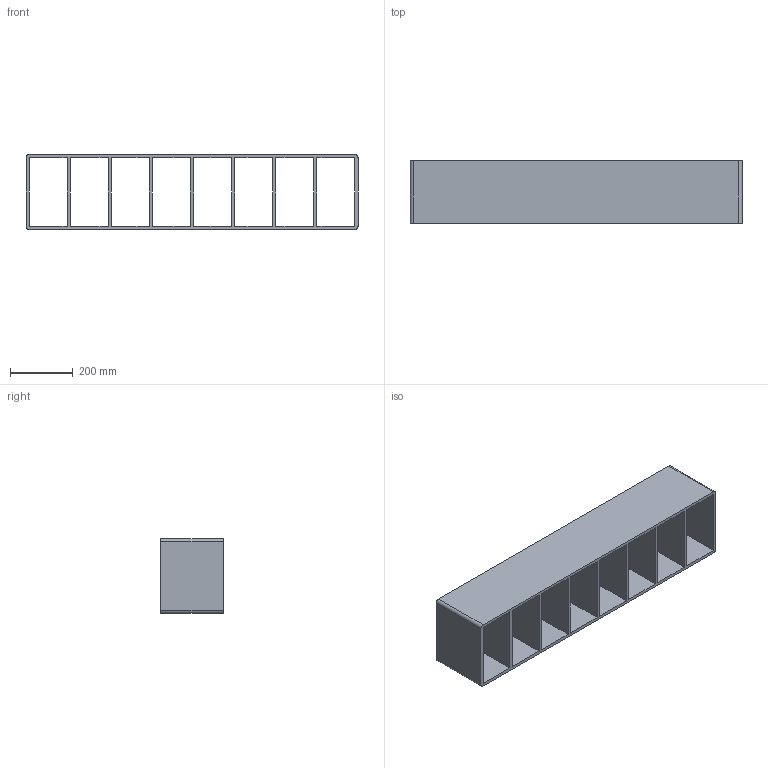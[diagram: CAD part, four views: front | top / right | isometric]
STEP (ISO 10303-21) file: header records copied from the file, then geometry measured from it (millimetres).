
FILE_DESCRIPTION((''),'2;1');
FILE_NAME('SBTB6X8.stp','2013-02-26T13:27:16',(''),(''),'Autodesk Inventor 2013','Autodesk Inventor 2013','');
FILE_SCHEMA(('AUTOMOTIVE_DESIGN { 1 0 10303 214 1 1 1 1 }'));
Length unit declared in the file: millimetre
Products named in the file (1): roxtec S_SF_G
Bounding box: 1054 x 200 x 238 mm (x, y, z)
Volume: 8122831.9 mm3; surface area: 1677794.7 mm2
Topology: 1 solids, 1 shells, 42 faces, 120 edges, 80 vertices
Faces by surface type: plane 38, cylinder 4
Entity records: 1410 total; most frequent: CARTESIAN_POINT 243, ORIENTED_EDGE 240, DIRECTION 214, EDGE_CURVE 120, VECTOR 112, LINE 112, VERTEX_POINT 80, EDGE_LOOP 58
